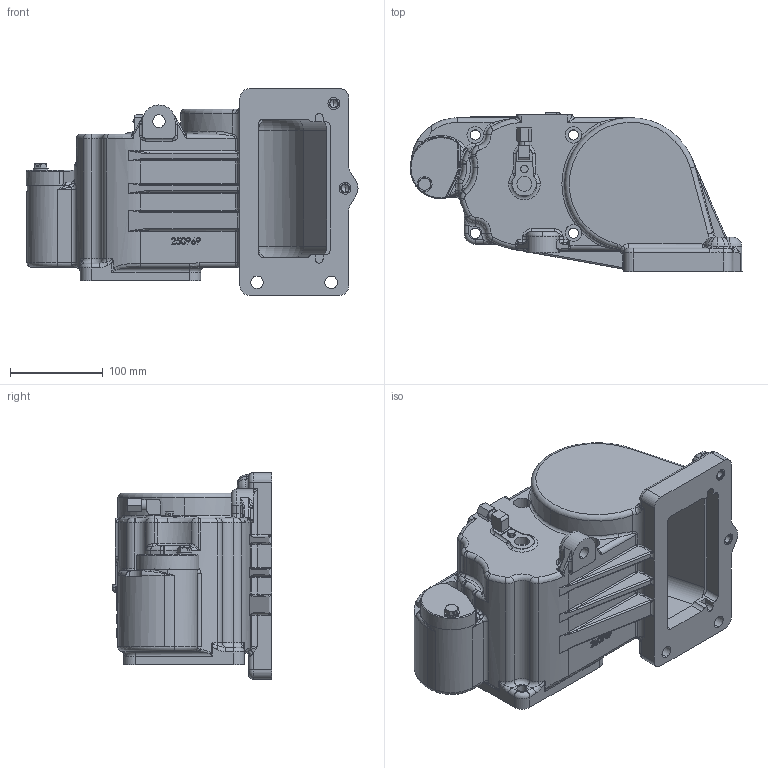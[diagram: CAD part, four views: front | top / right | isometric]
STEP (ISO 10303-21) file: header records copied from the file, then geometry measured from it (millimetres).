
FILE_DESCRIPTION (( 'STEP AP214' ), '1' );
FILE_NAME ('GV80_250725.STEP', '2014-11-24T11:48:10', ( 'Admin2' ), ( '' ), 'SwSTEP 2.0', 'SolidWorks 2010', '' );
FILE_SCHEMA (( 'AUTOMOTIVE_DESIGN' ));
Length unit declared in the file: millimetre
Products named in the file (1): GV80_250725
Bounding box: 358.5 x 172 x 223 mm (x, y, z)
Volume: 2792422.1 mm3; surface area: 571610.6 mm2
Topology: 14 solids, 14 shells, 2025 faces, 5038 edges, 3015 vertices
Faces by surface type: plane 579, cylinder 533, bspline 445, torus 286, cone 169, sphere 13
Entity records: 105549 total; most frequent: CARTESIAN_POINT 38308, ORIENTED_EDGE 9864, DIRECTION 8614, EDGE_CURVE 4932, AXIS2_PLACEMENT_3D 3297, VERTEX_POINT 3012, EDGE_LOOP 2172, UNCERTAINTY_MEASURE_WITH_UNIT 2041
